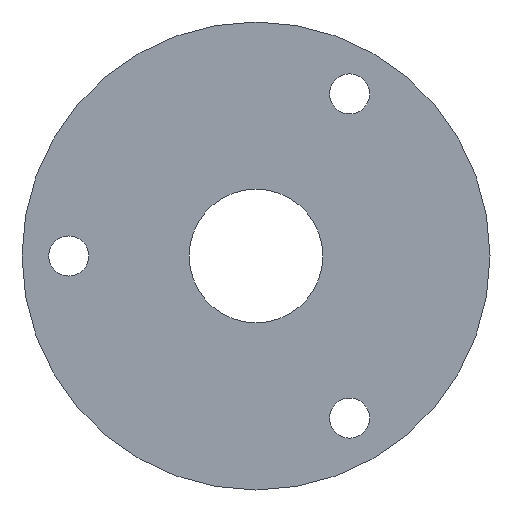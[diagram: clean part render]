
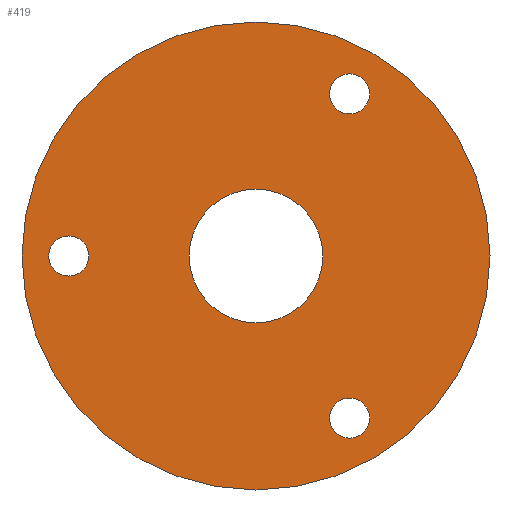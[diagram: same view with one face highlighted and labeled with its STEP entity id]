
A CAD part, left-side view. The second image highlights one B-rep face of the part: STEP entity #419.
In plain terms, the highlighted planar face has unit normal (-1, 0, 0).
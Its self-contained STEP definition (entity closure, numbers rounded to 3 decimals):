
#1 = EDGE_LOOP ( 'NONE', ( #239, #333 ) ) ;
#4 = VERTEX_POINT ( 'NONE', #81 ) ;
#9 = DIRECTION ( 'NONE',  ( 1., 0., 0. ) ) ;
#10 = EDGE_LOOP ( 'NONE', ( #197, #167 ) ) ;
#12 = CIRCLE ( 'NONE', #202, 17.5 ) ;
#13 = FACE_BOUND ( 'NONE', #1, .T. ) ;
#19 = CIRCLE ( 'NONE', #411, 17.5 ) ;
#22 = CARTESIAN_POINT ( 'NONE',  ( 0., 0., 5. ) ) ;
#25 = AXIS2_PLACEMENT_3D ( 'NONE', #415, #343, #367 ) ;
#26 = CARTESIAN_POINT ( 'NONE',  ( 0., 0., 0. ) ) ;
#27 = DIRECTION ( 'NONE',  ( 1., 0., 0. ) ) ;
#36 = VERTEX_POINT ( 'NONE', #118 ) ;
#44 = CARTESIAN_POINT ( 'NONE',  ( 0., 0., 17.5 ) ) ;
#47 = CARTESIAN_POINT ( 'NONE',  ( 0., -7., -10.624 ) ) ;
#58 = EDGE_CURVE ( 'NONE', #36, #329, #158, .T. ) ;
#60 = CIRCLE ( 'NONE', #383, 1.5 ) ;
#68 = DIRECTION ( 'NONE',  ( 0., 0., 1. ) ) ;
#75 = EDGE_LOOP ( 'NONE', ( #146, #310 ) ) ;
#76 = DIRECTION ( 'NONE',  ( -1., 0., 0. ) ) ;
#81 = CARTESIAN_POINT ( 'NONE',  ( 0., 14., 1.5 ) ) ;
#83 = CIRCLE ( 'NONE', #177, 1.5 ) ;
#110 = AXIS2_PLACEMENT_3D ( 'NONE', #379, #9, #147 ) ;
#112 = EDGE_CURVE ( 'NONE', #335, #373, #60, .T. ) ;
#115 = CARTESIAN_POINT ( 'NONE',  ( 0., 0., -5. ) ) ;
#117 = CARTESIAN_POINT ( 'NONE',  ( 0., -7., -13.624 ) ) ;
#118 = CARTESIAN_POINT ( 'NONE',  ( 0., -7., 10.624 ) ) ;
#135 = EDGE_LOOP ( 'NONE', ( #341, #274 ) ) ;
#144 = CARTESIAN_POINT ( 'NONE',  ( 0., 14., 0. ) ) ;
#146 = ORIENTED_EDGE ( 'NONE', *, *, #112, .F. ) ;
#147 = DIRECTION ( 'NONE',  ( 0., 0., -1. ) ) ;
#149 = DIRECTION ( 'NONE',  ( 1., 0., 0. ) ) ;
#150 = DIRECTION ( 'NONE',  ( -1., 0., 0. ) ) ;
#151 = AXIS2_PLACEMENT_3D ( 'NONE', #264, #301, #328 ) ;
#154 = CARTESIAN_POINT ( 'NONE',  ( 0., -7., 12.124 ) ) ;
#158 = CIRCLE ( 'NONE', #368, 1.5 ) ;
#162 = VERTEX_POINT ( 'NONE', #22 ) ;
#167 = ORIENTED_EDGE ( 'NONE', *, *, #58, .F. ) ;
#168 = EDGE_CURVE ( 'NONE', #329, #36, #259, .T. ) ;
#171 = CARTESIAN_POINT ( 'NONE',  ( 0., -7., -12.124 ) ) ;
#173 = CARTESIAN_POINT ( 'NONE',  ( 0., -7., 13.624 ) ) ;
#175 = DIRECTION ( 'NONE',  ( -1., 0., 0. ) ) ;
#177 = AXIS2_PLACEMENT_3D ( 'NONE', #171, #175, #68 ) ;
#187 = CIRCLE ( 'NONE', #224, 1.5 ) ;
#189 = EDGE_CURVE ( 'NONE', #338, #374, #19, .T. ) ;
#197 = ORIENTED_EDGE ( 'NONE', *, *, #168, .F. ) ;
#200 = DIRECTION ( 'NONE',  ( -1., 0., 0. ) ) ;
#202 = AXIS2_PLACEMENT_3D ( 'NONE', #375, #245, #352 ) ;
#207 = CARTESIAN_POINT ( 'NONE',  ( 0., 14., 0. ) ) ;
#212 = CARTESIAN_POINT ( 'NONE',  ( 0., 0., 0. ) ) ;
#214 = PLANE ( 'NONE',  #110 ) ;
#217 = AXIS2_PLACEMENT_3D ( 'NONE', #212, #149, #311 ) ;
#218 = DIRECTION ( 'NONE',  ( 0., 0., 1. ) ) ;
#224 = AXIS2_PLACEMENT_3D ( 'NONE', #207, #409, #436 ) ;
#229 = EDGE_LOOP ( 'NONE', ( #240, #265 ) ) ;
#232 = DIRECTION ( 'NONE',  ( 0., 0., -1. ) ) ;
#233 = VERTEX_POINT ( 'NONE', #434 ) ;
#239 = ORIENTED_EDGE ( 'NONE', *, *, #425, .F. ) ;
#240 = ORIENTED_EDGE ( 'NONE', *, *, #189, .F. ) ;
#242 = FACE_BOUND ( 'NONE', #75, .T. ) ;
#245 = DIRECTION ( 'NONE',  ( 1., 0., 0. ) ) ;
#259 = CIRCLE ( 'NONE', #151, 1.5 ) ;
#264 = CARTESIAN_POINT ( 'NONE',  ( 0., -7., 12.124 ) ) ;
#265 = ORIENTED_EDGE ( 'NONE', *, *, #281, .F. ) ;
#266 = DIRECTION ( 'NONE',  ( 0., 0., 1. ) ) ;
#274 = ORIENTED_EDGE ( 'NONE', *, *, #346, .T. ) ;
#281 = EDGE_CURVE ( 'NONE', #374, #338, #12, .T. ) ;
#294 = EDGE_CURVE ( 'NONE', #162, #297, #428, .T. ) ;
#297 = VERTEX_POINT ( 'NONE', #115 ) ;
#298 = CARTESIAN_POINT ( 'NONE',  ( 0., -7., -12.124 ) ) ;
#301 = DIRECTION ( 'NONE',  ( -1., 0., 0. ) ) ;
#305 = CARTESIAN_POINT ( 'NONE',  ( 0., 0., -17.5 ) ) ;
#310 = ORIENTED_EDGE ( 'NONE', *, *, #372, .F. ) ;
#311 = DIRECTION ( 'NONE',  ( 0., 0., -1. ) ) ;
#313 = FACE_BOUND ( 'NONE', #135, .T. ) ;
#328 = DIRECTION ( 'NONE',  ( 0., 0., 1. ) ) ;
#329 = VERTEX_POINT ( 'NONE', #173 ) ;
#333 = ORIENTED_EDGE ( 'NONE', *, *, #389, .F. ) ;
#335 = VERTEX_POINT ( 'NONE', #47 ) ;
#337 = AXIS2_PLACEMENT_3D ( 'NONE', #144, #76, #348 ) ;
#338 = VERTEX_POINT ( 'NONE', #44 ) ;
#341 = ORIENTED_EDGE ( 'NONE', *, *, #294, .T. ) ;
#343 = DIRECTION ( 'NONE',  ( 1., 0., 0. ) ) ;
#346 = EDGE_CURVE ( 'NONE', #297, #162, #412, .T. ) ;
#348 = DIRECTION ( 'NONE',  ( 0., 0., 1. ) ) ;
#352 = DIRECTION ( 'NONE',  ( 0., 0., -1. ) ) ;
#367 = DIRECTION ( 'NONE',  ( 0., 0., -1. ) ) ;
#368 = AXIS2_PLACEMENT_3D ( 'NONE', #154, #150, #218 ) ;
#372 = EDGE_CURVE ( 'NONE', #373, #335, #83, .T. ) ;
#373 = VERTEX_POINT ( 'NONE', #117 ) ;
#374 = VERTEX_POINT ( 'NONE', #305 ) ;
#375 = CARTESIAN_POINT ( 'NONE',  ( 0., 0., 0. ) ) ;
#377 = FACE_OUTER_BOUND ( 'NONE', #229, .T. ) ;
#379 = CARTESIAN_POINT ( 'NONE',  ( 0., 0., 0. ) ) ;
#381 = FACE_BOUND ( 'NONE', #10, .T. ) ;
#383 = AXIS2_PLACEMENT_3D ( 'NONE', #298, #200, #266 ) ;
#385 = CIRCLE ( 'NONE', #337, 1.5 ) ;
#389 = EDGE_CURVE ( 'NONE', #233, #4, #187, .T. ) ;
#409 = DIRECTION ( 'NONE',  ( -1., 0., 0. ) ) ;
#411 = AXIS2_PLACEMENT_3D ( 'NONE', #26, #27, #232 ) ;
#412 = CIRCLE ( 'NONE', #25, 5. ) ;
#415 = CARTESIAN_POINT ( 'NONE',  ( 0., 0., 0. ) ) ;
#419 = ADVANCED_FACE ( 'NONE', ( #13, #381, #242, #377, #313 ), #214, .F. ) ;
#425 = EDGE_CURVE ( 'NONE', #4, #233, #385, .T. ) ;
#428 = CIRCLE ( 'NONE', #217, 5. ) ;
#434 = CARTESIAN_POINT ( 'NONE',  ( 0., 14., -1.5 ) ) ;
#436 = DIRECTION ( 'NONE',  ( 0., 0., 1. ) ) ;
